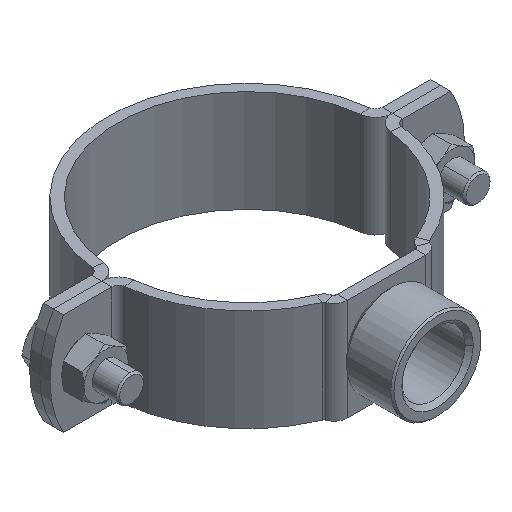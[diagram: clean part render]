
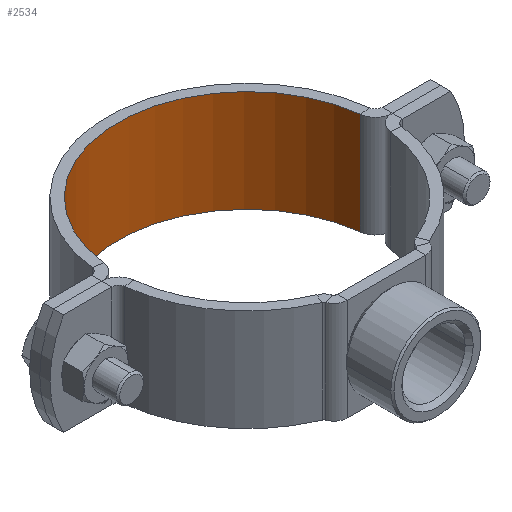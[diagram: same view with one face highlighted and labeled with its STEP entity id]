
A CAD part, isometric view. The second image highlights one B-rep face of the part: STEP entity #2534.
In plain terms, the highlighted cylindrical face has radius 38.05 mm (diameter 76.1 mm), a partial arc.
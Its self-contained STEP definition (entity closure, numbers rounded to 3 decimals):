
#101 = LINE ( 'NONE', #1696, #3359 ) ;
#109 = VERTEX_POINT ( 'NONE', #849 ) ;
#376 = EDGE_CURVE ( 'NONE', #2722, #109, #479, .T. ) ;
#412 = CARTESIAN_POINT ( 'NONE',  ( 0., 0., 15. ) ) ;
#479 = LINE ( 'NONE', #484, #3233 ) ;
#484 = CARTESIAN_POINT ( 'NONE',  ( -37.792, -4.419, 15. ) ) ;
#491 = DIRECTION ( 'NONE',  ( 0., 0., -1. ) ) ;
#849 = CARTESIAN_POINT ( 'NONE',  ( -37.792, -4.419, -15. ) ) ;
#856 = DIRECTION ( 'NONE',  ( 0., 0., 1. ) ) ;
#1010 = CARTESIAN_POINT ( 'NONE',  ( 0., 0., 15. ) ) ;
#1510 = EDGE_CURVE ( 'NONE', #2722, #4691, #2547, .T. ) ;
#1696 = CARTESIAN_POINT ( 'NONE',  ( 37.792, -4.419, 15. ) ) ;
#1859 = VERTEX_POINT ( 'NONE', #3145 ) ;
#1942 = EDGE_CURVE ( 'NONE', #4691, #1859, #101, .T. ) ;
#1959 = DIRECTION ( 'NONE',  ( 0., 0., 1. ) ) ;
#2288 = ORIENTED_EDGE ( 'NONE', *, *, #376, .F. ) ;
#2378 = DIRECTION ( 'NONE',  ( 1., 0., 0. ) ) ;
#2393 = CIRCLE ( 'NONE', #3754, 38.05 ) ;
#2526 = DIRECTION ( 'NONE',  ( 0., 0., -1. ) ) ;
#2534 = ADVANCED_FACE ( 'NONE', ( #2897 ), #4421, .F. ) ;
#2547 = CIRCLE ( 'NONE', #2551, 38.05 ) ;
#2551 = AXIS2_PLACEMENT_3D ( 'NONE', #412, #1959, #3498 ) ;
#2579 = EDGE_LOOP ( 'NONE', ( #3994, #2288, #4025, #4518 ) ) ;
#2722 = VERTEX_POINT ( 'NONE', #3103 ) ;
#2897 = FACE_OUTER_BOUND ( 'NONE', #2579, .T. ) ;
#3103 = CARTESIAN_POINT ( 'NONE',  ( -37.792, -4.419, 15. ) ) ;
#3145 = CARTESIAN_POINT ( 'NONE',  ( 37.792, -4.419, -15. ) ) ;
#3224 = DIRECTION ( 'NONE',  ( 0., 0., -1. ) ) ;
#3233 = VECTOR ( 'NONE', #491, 1000. ) ;
#3359 = VECTOR ( 'NONE', #3224, 1000. ) ;
#3383 = CARTESIAN_POINT ( 'NONE',  ( 37.792, -4.419, 15. ) ) ;
#3498 = DIRECTION ( 'NONE',  ( 1., 0., 0. ) ) ;
#3754 = AXIS2_PLACEMENT_3D ( 'NONE', #4276, #856, #2378 ) ;
#3915 = AXIS2_PLACEMENT_3D ( 'NONE', #1010, #2526, #4045 ) ;
#3994 = ORIENTED_EDGE ( 'NONE', *, *, #3997, .F. ) ;
#3997 = EDGE_CURVE ( 'NONE', #109, #1859, #2393, .T. ) ;
#4025 = ORIENTED_EDGE ( 'NONE', *, *, #1510, .T. ) ;
#4045 = DIRECTION ( 'NONE',  ( -1., 0., 0. ) ) ;
#4276 = CARTESIAN_POINT ( 'NONE',  ( 0., 0., -15. ) ) ;
#4421 = CYLINDRICAL_SURFACE ( 'NONE', #3915, 38.05 ) ;
#4518 = ORIENTED_EDGE ( 'NONE', *, *, #1942, .T. ) ;
#4691 = VERTEX_POINT ( 'NONE', #3383 ) ;
